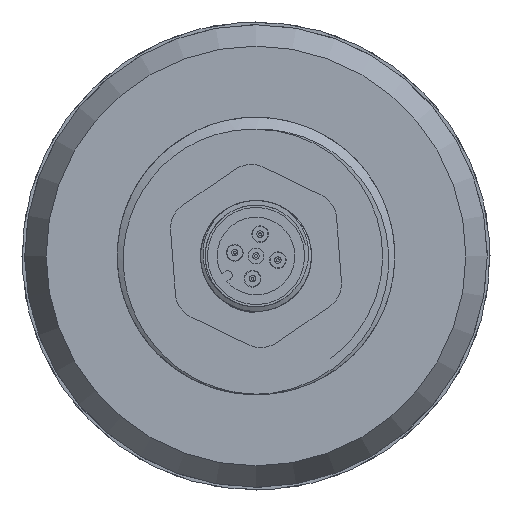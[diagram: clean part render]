
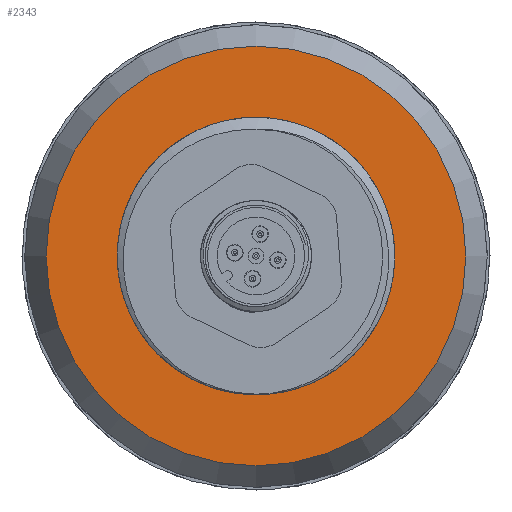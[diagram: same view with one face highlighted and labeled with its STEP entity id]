
A CAD part, front view. The second image highlights one B-rep face of the part: STEP entity #2343.
In plain terms, the highlighted planar face has unit normal (0, -1, 0).
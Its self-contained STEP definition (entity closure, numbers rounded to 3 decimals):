
#149=FACE_BOUND('',#422,.T.);
#189=PLANE('',#2556);
#254=FACE_OUTER_BOUND('',#421,.T.);
#421=EDGE_LOOP('',(#1593));
#422=EDGE_LOOP('',(#1594));
#886=CIRCLE('',#2555,22.691);
#887=CIRCLE('',#2557,13.);
#1006=VERTEX_POINT('',#3543);
#1007=VERTEX_POINT('',#3547);
#1238=EDGE_CURVE('',#1006,#1006,#886,.T.);
#1239=EDGE_CURVE('',#1007,#1007,#887,.T.);
#1593=ORIENTED_EDGE('',*,*,#1238,.F.);
#1594=ORIENTED_EDGE('',*,*,#1239,.F.);
#2343=ADVANCED_FACE('',(#254,#149),#189,.T.);
#2555=AXIS2_PLACEMENT_3D('',#3545,#2865,#2866);
#2556=AXIS2_PLACEMENT_3D('',#3546,#2867,#2868);
#2557=AXIS2_PLACEMENT_3D('',#3548,#2869,#2870);
#2865=DIRECTION('center_axis',(0.,1.,0.));
#2866=DIRECTION('ref_axis',(1.,0.,0.));
#2867=DIRECTION('center_axis',(0.,-1.,0.));
#2868=DIRECTION('ref_axis',(0.,0.,-1.));
#2869=DIRECTION('center_axis',(0.,-1.,0.));
#2870=DIRECTION('ref_axis',(1.,0.,0.));
#3543=CARTESIAN_POINT('',(-22.691,-2.5,0.));
#3545=CARTESIAN_POINT('Origin',(0.,-2.5,0.));
#3546=CARTESIAN_POINT('Origin',(-25.,-2.5,0.));
#3547=CARTESIAN_POINT('',(13.,-2.5,0.));
#3548=CARTESIAN_POINT('Origin',(0.,-2.5,0.));
